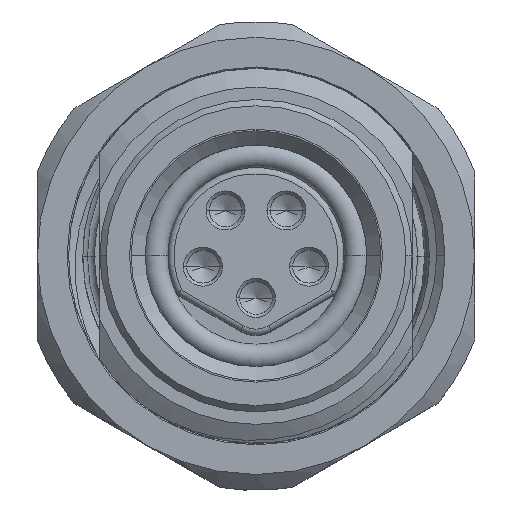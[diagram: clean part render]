
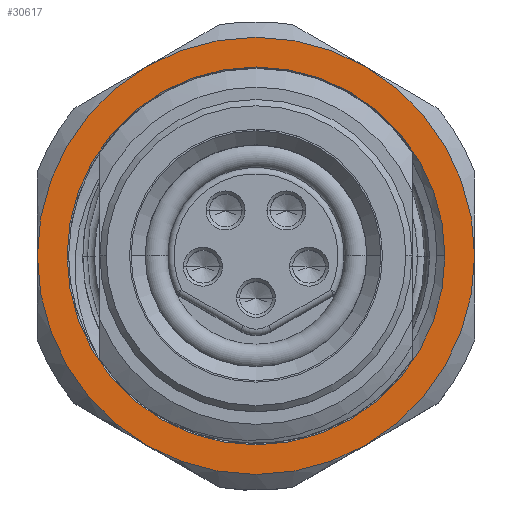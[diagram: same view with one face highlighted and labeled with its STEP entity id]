
A CAD part, top view. The second image highlights one B-rep face of the part: STEP entity #30617.
In plain terms, the highlighted planar face has unit normal (0, 0, 1).
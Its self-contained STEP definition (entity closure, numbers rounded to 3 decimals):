
#29215=CARTESIAN_POINT('',(0.,0.,2.2));
#29216=DIRECTION('',(0.,0.,-1.));
#29217=DIRECTION('',(1.,0.,0.));
#29218=AXIS2_PLACEMENT_3D('',#29215,#29216,#29217);
#29220=CARTESIAN_POINT('',(0.,0.,2.2));
#29221=DIRECTION('',(0.,0.,-1.));
#29222=DIRECTION('',(-1.,0.,0.));
#29223=AXIS2_PLACEMENT_3D('',#29220,#29221,#29222);
#29225=CARTESIAN_POINT('',(0.,0.,2.2));
#29226=DIRECTION('',(0.,0.,-1.));
#29227=DIRECTION('',(0.5,0.866,0.));
#29228=AXIS2_PLACEMENT_3D('',#29225,#29226,#29227);
#29230=CARTESIAN_POINT('',(0.,0.,2.2));
#29231=DIRECTION('',(0.,0.,-1.));
#29232=DIRECTION('',(1.,0.,0.));
#29233=AXIS2_PLACEMENT_3D('',#29230,#29231,#29232);
#29235=CARTESIAN_POINT('',(0.,0.,2.2));
#29236=DIRECTION('',(0.,0.,-1.));
#29237=DIRECTION('',(-0.5,-0.866,0.));
#29238=AXIS2_PLACEMENT_3D('',#29235,#29236,#29237);
#29240=CARTESIAN_POINT('',(0.,0.,2.2));
#29241=DIRECTION('',(0.,0.,-1.));
#29242=DIRECTION('',(-1.,0.,0.));
#29243=AXIS2_PLACEMENT_3D('',#29240,#29241,#29242);
#29250=CARTESIAN_POINT('',(0.,0.,2.2));
#29251=DIRECTION('',(0.,0.,1.));
#29252=DIRECTION('',(0.5,0.866,0.));
#29253=AXIS2_PLACEMENT_3D('',#29250,#29251,#29252);
#29542=CARTESIAN_POINT('',(0.,0.,2.2));
#29543=DIRECTION('',(0.,0.,1.));
#29544=DIRECTION('',(-0.5,-0.866,0.));
#29545=AXIS2_PLACEMENT_3D('',#29542,#29543,#29544);
#29777=CARTESIAN_POINT('',(6.05,0.,2.2));
#29778=CARTESIAN_POINT('',(-6.05,0.,2.2));
#29779=VERTEX_POINT('',#29777);
#29780=VERTEX_POINT('',#29778);
#29830=CARTESIAN_POINT('',(3.5,6.062,2.2));
#29831=CARTESIAN_POINT('',(7.,0.,2.2));
#29832=VERTEX_POINT('',#29830);
#29833=VERTEX_POINT('',#29831);
#29834=CARTESIAN_POINT('',(3.5,-6.062,2.2));
#29835=VERTEX_POINT('',#29834);
#29836=CARTESIAN_POINT('',(-3.5,-6.062,2.2));
#29837=CARTESIAN_POINT('',(-7.,0.,2.2));
#29838=VERTEX_POINT('',#29836);
#29839=VERTEX_POINT('',#29837);
#29840=CARTESIAN_POINT('',(-3.5,6.062,2.2));
#29841=VERTEX_POINT('',#29840);
#30594=CARTESIAN_POINT('',(0.,0.,2.2));
#30595=DIRECTION('',(0.,0.,1.));
#30596=DIRECTION('',(-1.,0.,0.));
#30597=AXIS2_PLACEMENT_3D('',#30594,#30595,#30596);
#30598=PLANE('',#30597);
#30600=ORIENTED_EDGE('',*,*,#30599,.F.);
#30602=ORIENTED_EDGE('',*,*,#30601,.T.);
#30604=ORIENTED_EDGE('',*,*,#30603,.T.);
#30606=ORIENTED_EDGE('',*,*,#30605,.F.);
#30608=ORIENTED_EDGE('',*,*,#30607,.T.);
#30610=ORIENTED_EDGE('',*,*,#30609,.T.);
#30611=EDGE_LOOP('',(#30600,#30602,#30604,#30606,#30608,#30610));
#30612=FACE_OUTER_BOUND('',#30611,.F.);
#30613=ORIENTED_EDGE('',*,*,#30267,.F.);
#30614=ORIENTED_EDGE('',*,*,#30587,.F.);
#30615=EDGE_LOOP('',(#30613,#30614));
#30616=FACE_BOUND('',#30615,.F.);
#29219=CIRCLE('',#29218,6.05);
#29224=CIRCLE('',#29223,6.05);
#29229=CIRCLE('',#29228,7.);
#29234=CIRCLE('',#29233,7.);
#29239=CIRCLE('',#29238,7.);
#29244=CIRCLE('',#29243,7.);
#29254=CIRCLE('',#29253,7.);
#29546=CIRCLE('',#29545,7.);
#30267=EDGE_CURVE('',#29779,#29780,#29219,.T.);
#30587=EDGE_CURVE('',#29780,#29779,#29224,.T.);
#30599=EDGE_CURVE('',#29832,#29841,#29254,.T.);
#30601=EDGE_CURVE('',#29832,#29833,#29229,.T.);
#30603=EDGE_CURVE('',#29833,#29835,#29234,.T.);
#30605=EDGE_CURVE('',#29838,#29835,#29546,.T.);
#30607=EDGE_CURVE('',#29838,#29839,#29239,.T.);
#30609=EDGE_CURVE('',#29839,#29841,#29244,.T.);
#30617=ADVANCED_FACE('',(#30612,#30616),#30598,.T.);
